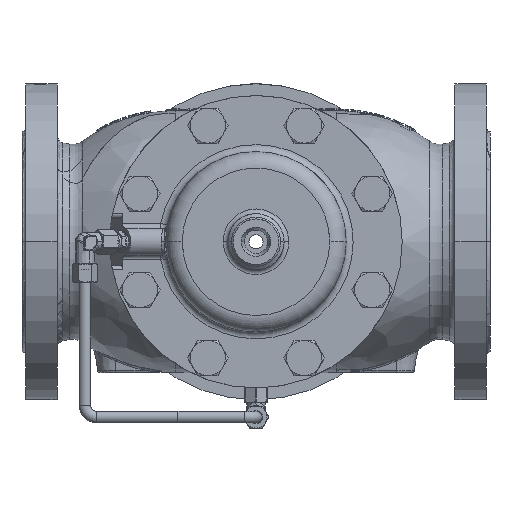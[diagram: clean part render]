
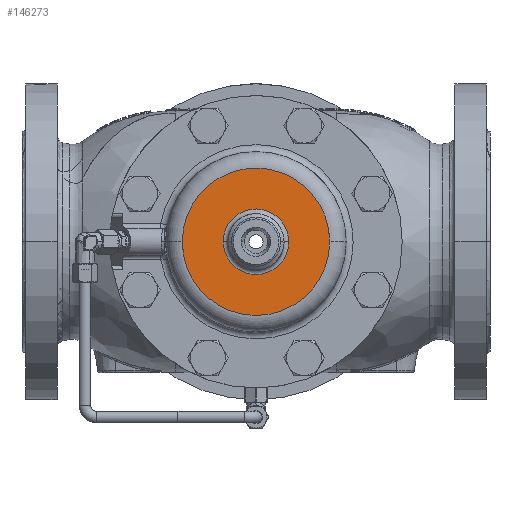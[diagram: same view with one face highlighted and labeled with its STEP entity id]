
A CAD part, front view. The second image highlights one B-rep face of the part: STEP entity #146273.
In plain terms, the highlighted planar face has unit normal (0, -1, 0).
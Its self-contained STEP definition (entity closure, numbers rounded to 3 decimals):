
#119411=CARTESIAN_POINT('',(0.,33.,0.));
#119412=DIRECTION('',(0.,1.,0.));
#119413=DIRECTION('',(1.,0.,0.));
#119414=AXIS2_PLACEMENT_3D('',#119411,#119412,#119413);
#119416=CARTESIAN_POINT('',(0.,33.,0.));
#119417=DIRECTION('',(0.,1.,0.));
#119418=DIRECTION('',(-1.,0.,0.));
#119419=AXIS2_PLACEMENT_3D('',#119416,#119417,#119418);
#119421=CARTESIAN_POINT('',(0.,33.,0.));
#119422=DIRECTION('',(0.,-1.,0.));
#119423=DIRECTION('',(-1.,0.,0.));
#119424=AXIS2_PLACEMENT_3D('',#119421,#119422,#119423);
#119426=CARTESIAN_POINT('',(0.,33.,0.));
#119427=DIRECTION('',(0.,-1.,0.));
#119428=DIRECTION('',(1.,0.,-0.027));
#119429=AXIS2_PLACEMENT_3D('',#119426,#119427,#119428);
#119431=CARTESIAN_POINT('',(0.,33.,0.));
#119432=DIRECTION('',(0.,-1.,0.));
#119433=DIRECTION('',(1.,0.,0.));
#119434=AXIS2_PLACEMENT_3D('',#119431,#119432,#119433);
#119436=CARTESIAN_POINT('',(0.,33.,0.));
#119437=DIRECTION('',(0.,-1.,0.));
#119438=DIRECTION('',(-1.,0.,0.027));
#119439=AXIS2_PLACEMENT_3D('',#119436,#119437,#119438);
#119451=CARTESIAN_POINT('',(0.,33.,0.));
#119452=DIRECTION('',(0.,-1.,0.));
#119453=DIRECTION('',(-1.,0.,0.));
#119454=AXIS2_PLACEMENT_3D('',#119451,#119452,#119453);
#121016=CARTESIAN_POINT('',(0.,33.,0.));
#121017=DIRECTION('',(0.,-1.,0.));
#121018=DIRECTION('',(1.,0.,0.));
#121019=AXIS2_PLACEMENT_3D('',#121016,#121017,#121018);
#142885=CARTESIAN_POINT('',(28.,33.,
0.));
#142886=CARTESIAN_POINT('',(-27.99,33.,
0.745));
#142887=VERTEX_POINT('',#142885);
#142888=VERTEX_POINT('',#142886);
#142889=CARTESIAN_POINT('',(-28.,33.,
0.));
#142890=VERTEX_POINT('',#142889);
#142891=CARTESIAN_POINT('',(63.,33.,-0.008));
#142892=CARTESIAN_POINT('',(-62.998,33.,-0.487));
#142893=VERTEX_POINT('',#142891);
#142894=VERTEX_POINT('',#142892);
#142895=CARTESIAN_POINT('',(-63.,33.,0.008));
#142896=VERTEX_POINT('',#142895);
#142897=CARTESIAN_POINT('',(62.998,33.,0.487));
#142898=VERTEX_POINT('',#142897);
#142899=CARTESIAN_POINT('',(27.99,33.,
-0.745));
#142900=VERTEX_POINT('',#142899);
#146250=CARTESIAN_POINT('',(0.,33.,0.));
#146251=DIRECTION('',(0.,-1.,0.));
#146252=DIRECTION('',(-1.,0.,0.));
#146253=AXIS2_PLACEMENT_3D('',#146250,#146251,#146252);
#146254=PLANE('',#146253);
#146256=ORIENTED_EDGE('',*,*,#146255,.T.);
#146258=ORIENTED_EDGE('',*,*,#146257,.F.);
#146260=ORIENTED_EDGE('',*,*,#146259,.T.);
#146262=ORIENTED_EDGE('',*,*,#146261,.F.);
#146263=EDGE_LOOP('',(#146256,#146258,#146260,#146262));
#146264=FACE_OUTER_BOUND('',#146263,.F.);
#146266=ORIENTED_EDGE('',*,*,#146265,.T.);
#146268=ORIENTED_EDGE('',*,*,#146267,.T.);
#146269=ORIENTED_EDGE('',*,*,#146239,.T.);
#146270=ORIENTED_EDGE('',*,*,#146237,.T.);
#146271=EDGE_LOOP('',(#146266,#146268,#146269,#146270));
#146272=FACE_BOUND('',#146271,.F.);
#146273=ADVANCED_FACE('',(#146264,#146272),#146254,.T.);
#119415=CIRCLE('',#119414,63.);
#119420=CIRCLE('',#119419,63.);
#119425=CIRCLE('',#119424,28.);
#119430=CIRCLE('',#119429,28.);
#119435=CIRCLE('',#119434,28.);
#119440=CIRCLE('',#119439,28.);
#119455=CIRCLE('',#119454,63.);
#121020=CIRCLE('',#121019,63.);
#146237=EDGE_CURVE('',#142888,#142890,#119440,.T.);
#146239=EDGE_CURVE('',#142887,#142888,#119435,.T.);
#146255=EDGE_CURVE('',#142893,#142894,#119415,.T.);
#146257=EDGE_CURVE('',#142896,#142894,#119455,.T.);
#146259=EDGE_CURVE('',#142896,#142898,#119420,.T.);
#146261=EDGE_CURVE('',#142893,#142898,#121020,.T.);
#146265=EDGE_CURVE('',#142890,#142900,#119425,.T.);
#146267=EDGE_CURVE('',#142900,#142887,#119430,.T.);
